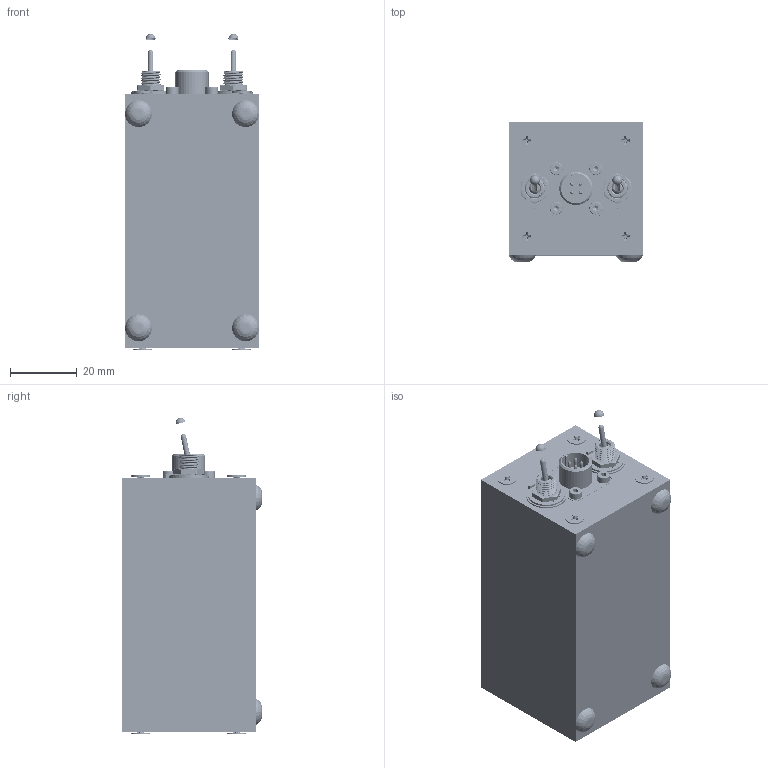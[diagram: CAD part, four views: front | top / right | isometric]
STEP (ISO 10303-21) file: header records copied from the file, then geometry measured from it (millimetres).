
FILE_DESCRIPTION(('FreeCAD Model'),'2;1');
FILE_NAME('Open CASCADE Shape Model','2025-04-26T07:38:11',('FreeCAD'),( 'FreeCAD'),'Open CASCADE STEP processor 7.6','FreeCAD','Unknown');
FILE_SCHEMA(('AUTOMOTIVE_DESIGN { 1 0 10303 214 1 1 1 1 }'));
Products named in the file (1): Open CASCADE STEP translator 7.6 1
Bounding box: 40 x 42 x 94.48 mm (x, y, z)
Volume: 47650.8 mm3; surface area: 66071.3 mm2
Topology: 228 solids, 230 shells, 8896 faces, 23274 edges, 14909 vertices
Faces by surface type: plane 4875, cylinder 2366, bspline 1232, cone 239, sphere 114, torus 48, revolution 22
Full cylindrical faces by diameter (mm): 0.045 x2, 0.4 x2, 0.5 x27, 0.65 x2, 0.762 x4, 0.795 x1, 0.935 x1, 1 x8, 1.2 x4, 1.48 x4, 1.5 x12, 1.567 x4, 1.6 x2, 2 x10, 2.2 x8, 2.459 x10, 3 x32, 3.2 x16, 3.25 x2, 3.55 x2, 3.8 x4, 4.05 x2, 5 x4, 5.5 x4, 5.6 x8, 6 x12, 6.2 x2, 7 x3, 8.2 x2, 9 x1
Entity records: 414556 total; most frequent: CARTESIAN_POINT 203739, ORIENTED_EDGE 46170, DIRECTION 39385, EDGE_CURVE 23086, VERTEX_POINT 14901, LINE 14779, VECTOR 14779, AXIS2_PLACEMENT_3D 12292
